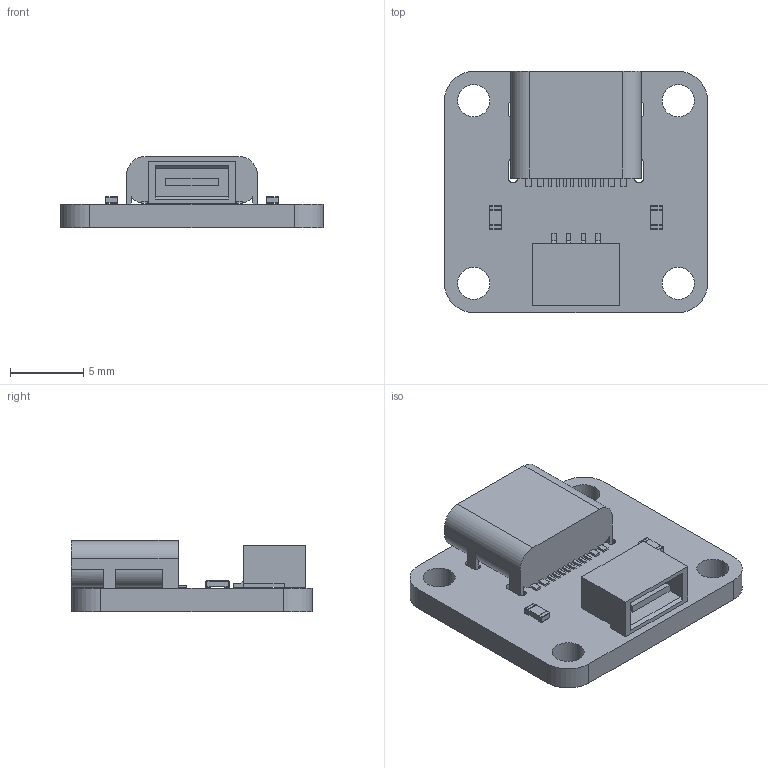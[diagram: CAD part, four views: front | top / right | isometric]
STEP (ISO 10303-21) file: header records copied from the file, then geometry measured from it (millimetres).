
FILE_DESCRIPTION(('KiCad electronic assembly'),'2;1');
FILE_NAME('Unified-Daughterboard.step','2019-03-19T20:43:17',( 'An Author'),('A Company'),'Open CASCADE STEP processor 6.9', 'KiCad to STEP converter','Unknown');
FILE_SCHEMA(('AUTOMOTIVE_DESIGN { 1 0 10303 214 1 1 1 1 }'));
Length unit declared in the file: millimetre
Products named in the file (8): Open CASCADE STEP translator 6.9 1; JST-SR-4; SOLID; R_0603; HRO__TYPE-C-31-M-12; COMPOUND
Assembly tree (8 placements, depth 3):
  Open CASCADE STEP translator 6.9 1
    JST-SR-4
      SOLID
    R_0603  x2
      SOLID
    HRO__TYPE-C-31-M-12
      SOLID
    COMPOUND
Bounding box: 18 x 16.5 x 4.86 mm (x, y, z)
Volume: 587.8 mm3; surface area: 1354 mm2
Topology: 5 solids, 5 shells, 264 faces, 716 edges, 468 vertices
Faces by surface type: plane 198, cylinder 56, cone 10
Full cylindrical faces by diameter (mm): 0.5 x2, 0.65 x2, 2.2 x4
Entity records: 17827 total; most frequent: CARTESIAN_POINT 4451, DIRECTION 2444, LINE 1650, VECTOR 1650, ORIENTED_EDGE 1296, PCURVE 1296, DEFINITIONAL_REPRESENTATION 1296, EDGE_CURVE 648
